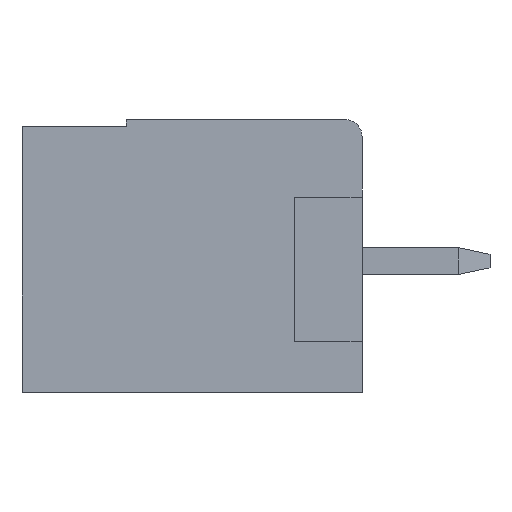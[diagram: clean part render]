
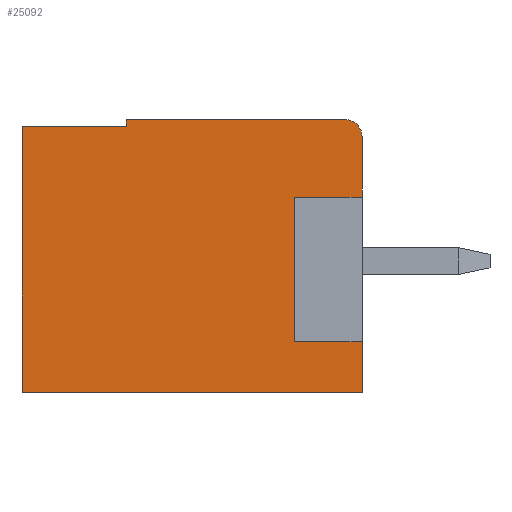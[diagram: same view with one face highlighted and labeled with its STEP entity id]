
A CAD part, left-side view. The second image highlights one B-rep face of the part: STEP entity #25092.
In plain terms, the highlighted planar face has unit normal (-1, 0, 0).
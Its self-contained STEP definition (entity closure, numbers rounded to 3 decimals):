
#32 = ORIENTED_EDGE ( 'NONE', *, *, #16551, .T. ) ;
#458 = DIRECTION ( 'NONE',  ( 0., -1., 0. ) ) ;
#984 = CARTESIAN_POINT ( 'NONE',  ( 0., 0., 0. ) ) ;
#1759 = EDGE_LOOP ( 'NONE', ( #43405, #5196, #41633, #42987, #24412, #30499, #36942, #32, #20574, #44362, #35388 ) ) ;
#2090 = DIRECTION ( 'NONE',  ( 0., -1., 0. ) ) ;
#2111 = DIRECTION ( 'NONE',  ( 0., -1., 0. ) ) ;
#2170 = PLANE ( 'NONE',  #3236 ) ;
#2352 = CARTESIAN_POINT ( 'NONE',  ( 0., 0., 8.1 ) ) ;
#2530 = EDGE_CURVE ( 'NONE', #3084, #19772, #39969, .T. ) ;
#2781 = LINE ( 'NONE', #12924, #14875 ) ;
#2855 = DIRECTION ( 'NONE',  ( 0., 0., -1. ) ) ;
#3084 = VERTEX_POINT ( 'NONE', #22205 ) ;
#3236 = AXIS2_PLACEMENT_3D ( 'NONE', #19730, #12772, #6003 ) ;
#4310 = CARTESIAN_POINT ( 'NONE',  ( 0., 0., 5.8 ) ) ;
#4420 = CARTESIAN_POINT ( 'NONE',  ( 0., 10.1, 0. ) ) ;
#4714 = CARTESIAN_POINT ( 'NONE',  ( 0., 10.1, 0. ) ) ;
#4828 = DIRECTION ( 'NONE',  ( 0., 0., -1. ) ) ;
#5155 = DIRECTION ( 'NONE',  ( 0., 0., 1. ) ) ;
#5196 = ORIENTED_EDGE ( 'NONE', *, *, #16516, .T. ) ;
#5318 = VERTEX_POINT ( 'NONE', #19781 ) ;
#5401 = EDGE_CURVE ( 'NONE', #34367, #3084, #39883, .T. ) ;
#6003 = DIRECTION ( 'NONE',  ( 0., 0., -1. ) ) ;
#6081 = CARTESIAN_POINT ( 'NONE',  ( 0., 0., 8.1 ) ) ;
#6290 = VECTOR ( 'NONE', #35379, 1000. ) ;
#6763 = CARTESIAN_POINT ( 'NONE',  ( 0., 0., 1.5 ) ) ;
#7359 = VECTOR ( 'NONE', #29298, 1000. ) ;
#7381 = EDGE_CURVE ( 'NONE', #11078, #25986, #18923, .T. ) ;
#11078 = VERTEX_POINT ( 'NONE', #24459 ) ;
#12239 = VECTOR ( 'NONE', #19763, 1000. ) ;
#12772 = DIRECTION ( 'NONE',  ( 1., 0., 0. ) ) ;
#12924 = CARTESIAN_POINT ( 'NONE',  ( 0., 10.1, 8.1 ) ) ;
#13318 = EDGE_CURVE ( 'NONE', #19772, #24476, #24012, .T. ) ;
#13448 = CARTESIAN_POINT ( 'NONE',  ( 0., 2., 5.8 ) ) ;
#14361 = CARTESIAN_POINT ( 'NONE',  ( 0., 7., 7.9 ) ) ;
#14537 = EDGE_CURVE ( 'NONE', #24476, #41377, #2781, .T. ) ;
#14875 = VECTOR ( 'NONE', #2111, 1000. ) ;
#14879 = VECTOR ( 'NONE', #44344, 1000. ) ;
#15004 = EDGE_CURVE ( 'NONE', #34367, #16789, #21621, .T. ) ;
#15209 = DIRECTION ( 'NONE',  ( -1., 0., 0. ) ) ;
#15734 = CARTESIAN_POINT ( 'NONE',  ( 0., 0., 5.8 ) ) ;
#16516 = EDGE_CURVE ( 'NONE', #5318, #41377, #42435, .T. ) ;
#16551 = EDGE_CURVE ( 'NONE', #16789, #34755, #36843, .T. ) ;
#16789 = VERTEX_POINT ( 'NONE', #984 ) ;
#18923 = LINE ( 'NONE', #13448, #26706 ) ;
#18926 = LINE ( 'NONE', #6081, #7359 ) ;
#19341 = VECTOR ( 'NONE', #458, 1000. ) ;
#19396 = CARTESIAN_POINT ( 'NONE',  ( 0., 0.5, 8.1 ) ) ;
#19730 = CARTESIAN_POINT ( 'NONE',  ( 0., 10.1, 8.1 ) ) ;
#19763 = DIRECTION ( 'NONE',  ( 0., 1., 0. ) ) ;
#19772 = VERTEX_POINT ( 'NONE', #14361 ) ;
#19781 = CARTESIAN_POINT ( 'NONE',  ( 0., 0., 7.6 ) ) ;
#19982 = LINE ( 'NONE', #15734, #12239 ) ;
#20574 = ORIENTED_EDGE ( 'NONE', *, *, #39248, .F. ) ;
#21621 = LINE ( 'NONE', #4714, #6290 ) ;
#21958 = CARTESIAN_POINT ( 'NONE',  ( 0., 0.5, 7.6 ) ) ;
#22057 = EDGE_CURVE ( 'NONE', #26007, #5318, #18926, .T. ) ;
#22205 = CARTESIAN_POINT ( 'NONE',  ( 0., 10.1, 7.9 ) ) ;
#24012 = LINE ( 'NONE', #40959, #14879 ) ;
#24412 = ORIENTED_EDGE ( 'NONE', *, *, #2530, .F. ) ;
#24459 = CARTESIAN_POINT ( 'NONE',  ( 0., 2., 5.8 ) ) ;
#24476 = VERTEX_POINT ( 'NONE', #28723 ) ;
#25092 = ADVANCED_FACE ( 'NONE', ( #36454 ), #2170, .F. ) ;
#25241 = VECTOR ( 'NONE', #2090, 1000. ) ;
#25986 = VERTEX_POINT ( 'NONE', #27962 ) ;
#26007 = VERTEX_POINT ( 'NONE', #4310 ) ;
#26706 = VECTOR ( 'NONE', #2855, 1000. ) ;
#27384 = VECTOR ( 'NONE', #5155, 1000. ) ;
#27962 = CARTESIAN_POINT ( 'NONE',  ( 0., 2., 1.5 ) ) ;
#28723 = CARTESIAN_POINT ( 'NONE',  ( 0., 7., 8.1 ) ) ;
#29298 = DIRECTION ( 'NONE',  ( 0., 0., 1. ) ) ;
#30499 = ORIENTED_EDGE ( 'NONE', *, *, #5401, .F. ) ;
#31636 = CARTESIAN_POINT ( 'NONE',  ( 0., 0., 1.5 ) ) ;
#32977 = CARTESIAN_POINT ( 'NONE',  ( 0., 10.1, 7.9 ) ) ;
#33451 = DIRECTION ( 'NONE',  ( 0., 0., 1. ) ) ;
#33547 = CARTESIAN_POINT ( 'NONE',  ( 0., 10.1, 8.1 ) ) ;
#34367 = VERTEX_POINT ( 'NONE', #4420 ) ;
#34755 = VERTEX_POINT ( 'NONE', #31636 ) ;
#35379 = DIRECTION ( 'NONE',  ( 0., -1., 0. ) ) ;
#35388 = ORIENTED_EDGE ( 'NONE', *, *, #39978, .F. ) ;
#36454 = FACE_OUTER_BOUND ( 'NONE', #1759, .T. ) ;
#36843 = LINE ( 'NONE', #2352, #40257 ) ;
#36942 = ORIENTED_EDGE ( 'NONE', *, *, #15004, .T. ) ;
#38097 = LINE ( 'NONE', #6763, #19341 ) ;
#39248 = EDGE_CURVE ( 'NONE', #25986, #34755, #38097, .T. ) ;
#39883 = LINE ( 'NONE', #33547, #27384 ) ;
#39969 = LINE ( 'NONE', #32977, #25241 ) ;
#39978 = EDGE_CURVE ( 'NONE', #26007, #11078, #19982, .T. ) ;
#40257 = VECTOR ( 'NONE', #33451, 1000. ) ;
#40959 = CARTESIAN_POINT ( 'NONE',  ( 0., 7., 7.9 ) ) ;
#41377 = VERTEX_POINT ( 'NONE', #19396 ) ;
#41633 = ORIENTED_EDGE ( 'NONE', *, *, #14537, .F. ) ;
#42435 = CIRCLE ( 'NONE', #43174, 0.5 ) ;
#42987 = ORIENTED_EDGE ( 'NONE', *, *, #13318, .F. ) ;
#43174 = AXIS2_PLACEMENT_3D ( 'NONE', #21958, #15209, #4828 ) ;
#43405 = ORIENTED_EDGE ( 'NONE', *, *, #22057, .T. ) ;
#44344 = DIRECTION ( 'NONE',  ( 0., 0., 1. ) ) ;
#44362 = ORIENTED_EDGE ( 'NONE', *, *, #7381, .F. ) ;
